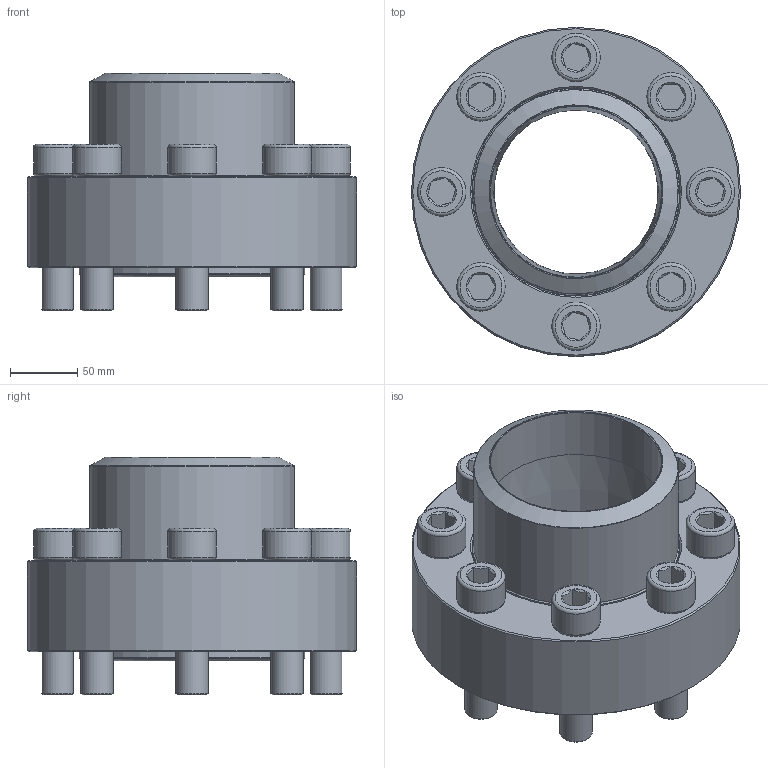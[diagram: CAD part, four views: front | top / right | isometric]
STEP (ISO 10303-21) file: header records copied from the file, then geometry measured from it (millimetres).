
FILE_DESCRIPTION(/* description */ (''),/* implementation_level */ '2;1');
FILE_NAME(/* name */ 'FA125-201.stp',/* time_stamp */ '2023-05-03T09:36:34+02:00',/* author */ (''),/* organization */ (''),/* preprocessor_version */ 'ST-DEVELOPER v16',/* originating_system */ 'SIEMENS PLM Software NX 10.0',/* authorisation */ '');
FILE_SCHEMA (('AUTOMOTIVE_DESIGN { 1 0 10303 214 3 1 1 1 }'));
Length unit declared in the file: millimetre
Products named in the file (5): X-O; X-FA; X-Schraube; X-FKV_rund; FA_rund
Assembly tree (11 placements, depth 2):
  FA_rund
    X-FKV_rund
    X-Schraube  x8
    X-FA
    X-O
Bounding box: 245 x 245 x 177 mm (x, y, z)
Volume: 3094597.9 mm3; surface area: 443468.2 mm2
Topology: 11 solids, 11 shells, 234 faces, 440 edges, 246 vertices
Faces by surface type: plane 88, cone 83, cylinder 42, torus 21
Full cylindrical faces by diameter (mm): 21.939 x8, 24 x8, 25 x8, 36 x8, 122 x1, 127.4 x1, 132 x1, 147.378 x1, 152.4 x1, 154.5 x1, 155 x1, 168 x1, 169 x1, 245 x1
Entity records: 1947 total; most frequent: DIRECTION 354, CARTESIAN_POINT 305, ORIENTED_EDGE 194, AXIS2_PLACEMENT_3D 171, EDGE_LOOP 160, FACE_BOUND 147, EDGE_CURVE 97, VERTEX_POINT 86
